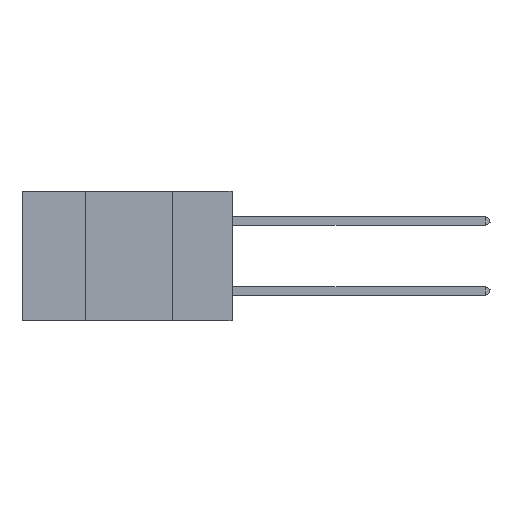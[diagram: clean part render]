
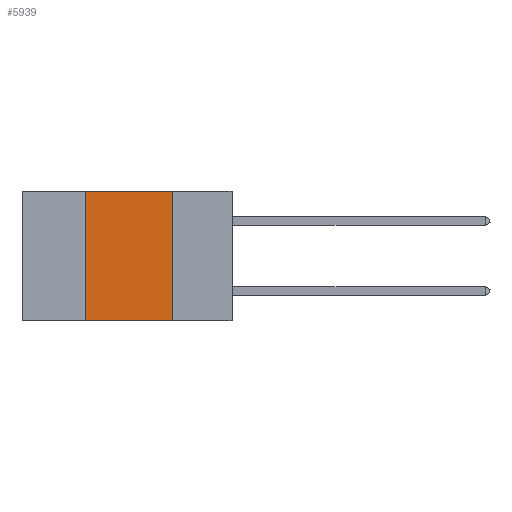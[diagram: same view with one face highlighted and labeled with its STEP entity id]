
A CAD part, left-side view. The second image highlights one B-rep face of the part: STEP entity #5939.
In plain terms, the highlighted planar face has unit normal (-1, 0, 0).
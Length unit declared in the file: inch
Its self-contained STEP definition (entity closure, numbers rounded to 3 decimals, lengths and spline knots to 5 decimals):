
#2089 = ORIENTED_EDGE ( 'NONE', *, *, #11924, .F. ) ;
#2171 = EDGE_LOOP ( 'NONE', ( #2089, #20004, #10452, #5750 ) ) ;
#2184 = CARTESIAN_POINT ( 'NONE',  ( 0., 0.17, 0. ) ) ;
#2641 = VECTOR ( 'NONE', #12530, 39.37008 ) ;
#3268 = DIRECTION ( 'NONE',  ( 1., 0., 0. ) ) ;
#5528 = VERTEX_POINT ( 'NONE', #9105 ) ;
#5750 = ORIENTED_EDGE ( 'NONE', *, *, #6802, .T. ) ;
#5939 = ADVANCED_FACE ( 'NONE', ( #15017 ), #10327, .F. ) ;
#6687 = VERTEX_POINT ( 'NONE', #17266 ) ;
#6761 = EDGE_CURVE ( 'NONE', #8188, #22342, #10172, .T. ) ;
#6802 = EDGE_CURVE ( 'NONE', #5528, #6687, #21047, .T. ) ;
#8188 = VERTEX_POINT ( 'NONE', #10928 ) ;
#9105 = CARTESIAN_POINT ( 'NONE',  ( 0., 0.42, -0.37 ) ) ;
#10172 = LINE ( 'NONE', #20891, #17077 ) ;
#10327 = PLANE ( 'NONE',  #14592 ) ;
#10428 = VECTOR ( 'NONE', #20029, 39.37008 ) ;
#10452 = ORIENTED_EDGE ( 'NONE', *, *, #15344, .F. ) ;
#10630 = CARTESIAN_POINT ( 'NONE',  ( 0., 0.17, 0. ) ) ;
#10649 = VECTOR ( 'NONE', #22464, 39.37008 ) ;
#10757 = DIRECTION ( 'NONE',  ( 0., -1., 0. ) ) ;
#10928 = CARTESIAN_POINT ( 'NONE',  ( 0., 0.42, 0. ) ) ;
#11924 = EDGE_CURVE ( 'NONE', #22342, #6687, #20715, .T. ) ;
#12043 = CARTESIAN_POINT ( 'NONE',  ( 0., 0.6, 0. ) ) ;
#12530 = DIRECTION ( 'NONE',  ( 0., -1., 0. ) ) ;
#14592 = AXIS2_PLACEMENT_3D ( 'NONE', #12043, #3268, #15459 ) ;
#14973 = LINE ( 'NONE', #18346, #10428 ) ;
#15017 = FACE_OUTER_BOUND ( 'NONE', #2171, .T. ) ;
#15344 = EDGE_CURVE ( 'NONE', #5528, #8188, #14973, .T. ) ;
#15459 = DIRECTION ( 'NONE',  ( 0., 0., -1. ) ) ;
#17077 = VECTOR ( 'NONE', #10757, 39.37008 ) ;
#17266 = CARTESIAN_POINT ( 'NONE',  ( 0., 0.17, -0.37 ) ) ;
#18346 = CARTESIAN_POINT ( 'NONE',  ( 0., 0.42, 0. ) ) ;
#19270 = CARTESIAN_POINT ( 'NONE',  ( 0., 0.6, -0.37 ) ) ;
#20004 = ORIENTED_EDGE ( 'NONE', *, *, #6761, .F. ) ;
#20029 = DIRECTION ( 'NONE',  ( 0., 0., 1. ) ) ;
#20715 = LINE ( 'NONE', #10630, #10649 ) ;
#20891 = CARTESIAN_POINT ( 'NONE',  ( 0., 0.6, 0. ) ) ;
#21047 = LINE ( 'NONE', #19270, #2641 ) ;
#22342 = VERTEX_POINT ( 'NONE', #2184 ) ;
#22464 = DIRECTION ( 'NONE',  ( 0., 0., -1. ) ) ;
